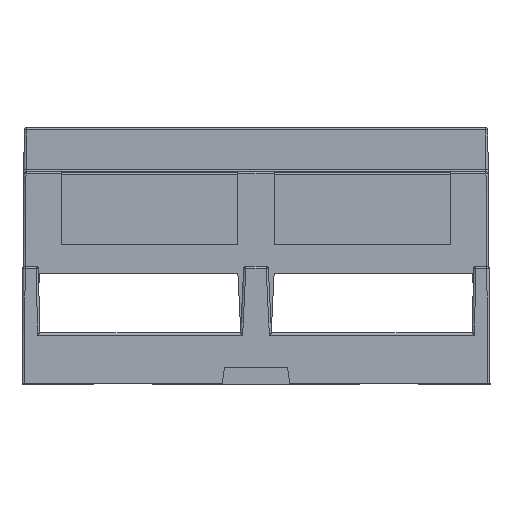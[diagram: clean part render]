
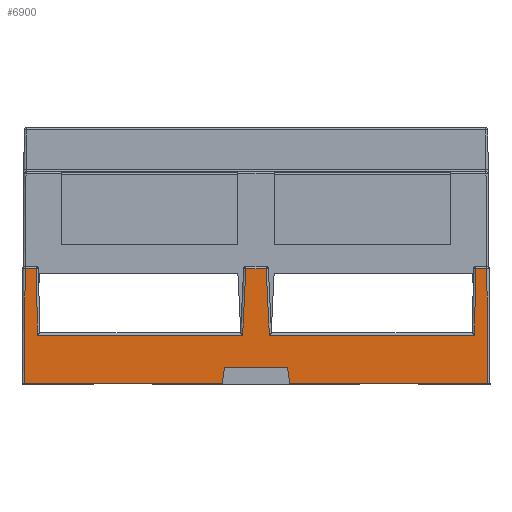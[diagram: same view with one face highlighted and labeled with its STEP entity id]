
A CAD part, top view. The second image highlights one B-rep face of the part: STEP entity #6900.
In plain terms, the highlighted planar face has unit normal (0, 0, 1).
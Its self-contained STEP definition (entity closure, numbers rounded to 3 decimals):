
#14 = CARTESIAN_POINT ( 'NONE',  ( 52.5, -29.004, 45. ) ) ;
#24 = CARTESIAN_POINT ( 'NONE',  ( -51., -3., 45. ) ) ;
#100 = CARTESIAN_POINT ( 'NONE',  ( -7.15, -25.259, 45. ) ) ;
#118 = VERTEX_POINT ( 'NONE', #1817 ) ;
#179 = VERTEX_POINT ( 'NONE', #4074 ) ;
#321 = LINE ( 'NONE', #11925, #12579 ) ;
#341 = EDGE_CURVE ( 'NONE', #3786, #7273, #6708, .T. ) ;
#525 = EDGE_CURVE ( 'NONE', #9779, #11867, #5821, .T. ) ;
#642 = LINE ( 'NONE', #12260, #8076 ) ;
#933 = CARTESIAN_POINT ( 'NONE',  ( 7.15, -25.259, 45. ) ) ;
#983 = CARTESIAN_POINT ( 'NONE',  ( -7.65, -29., 45. ) ) ;
#1218 = EDGE_CURVE ( 'NONE', #7273, #9212, #321, .T. ) ;
#1345 = LINE ( 'NONE', #14, #5829 ) ;
#1353 = LINE ( 'NONE', #24, #3963 ) ;
#1430 = LINE ( 'NONE', #100, #5201 ) ;
#1546 = CARTESIAN_POINT ( 'NONE',  ( 49.491, -18., 45. ) ) ;
#1582 = LINE ( 'NONE', #11874, #3978 ) ;
#1817 = CARTESIAN_POINT ( 'NONE',  ( -49.491, -18., 45. ) ) ;
#1869 = CARTESIAN_POINT ( 'NONE',  ( -2.295, -3., 45. ) ) ;
#2032 = EDGE_CURVE ( 'NONE', #7802, #8387, #2294, .T. ) ;
#2193 = VECTOR ( 'NONE', #9292, 1000. ) ;
#2233 = VERTEX_POINT ( 'NONE', #8150 ) ;
#2294 = LINE ( 'NONE', #983, #6737 ) ;
#2505 = CARTESIAN_POINT ( 'NONE',  ( -49.763, -3., 45. ) ) ;
#2604 = CARTESIAN_POINT ( 'NONE',  ( -52.276, -3., 45. ) ) ;
#2714 = VECTOR ( 'NONE', #3152, 1000. ) ;
#2721 = VECTOR ( 'NONE', #4011, 1000. ) ;
#3116 = VERTEX_POINT ( 'NONE', #7644 ) ;
#3139 = VECTOR ( 'NONE', #9606, 1000. ) ;
#3152 = DIRECTION ( 'NONE',  ( 0.018, 1., 0. ) ) ;
#3401 = CARTESIAN_POINT ( 'NONE',  ( 49.763, -3., 45. ) ) ;
#3786 = VERTEX_POINT ( 'NONE', #2505 ) ;
#3963 = VECTOR ( 'NONE', #11636, 1000. ) ;
#3978 = VECTOR ( 'NONE', #10551, 1000. ) ;
#4011 = DIRECTION ( 'NONE',  ( -1., 0., 0. ) ) ;
#4074 = CARTESIAN_POINT ( 'NONE',  ( 7.15, -25.259, 45. ) ) ;
#4169 = DIRECTION ( 'NONE',  ( -1., 0., 0. ) ) ;
#4178 = DIRECTION ( 'NONE',  ( 0.049, -0.999, 0. ) ) ;
#4485 = CARTESIAN_POINT ( 'NONE',  ( 49.772, -2.478, 45. ) ) ;
#4490 = ORIENTED_EDGE ( 'NONE', *, *, #341, .T. ) ;
#4515 = VERTEX_POINT ( 'NONE', #1869 ) ;
#4538 = EDGE_CURVE ( 'NONE', #11867, #8400, #1582, .T. ) ;
#4576 = LINE ( 'NONE', #10922, #3139 ) ;
#4673 = DIRECTION ( 'NONE',  ( -0.018, 1., 0. ) ) ;
#4732 = CARTESIAN_POINT ( 'NONE',  ( -7.65, -29., 45. ) ) ;
#4823 = CARTESIAN_POINT ( 'NONE',  ( 52.5, -29., 45. ) ) ;
#4860 = VECTOR ( 'NONE', #5929, 1000. ) ;
#4878 = LINE ( 'NONE', #933, #10622 ) ;
#5005 = ORIENTED_EDGE ( 'NONE', *, *, #12133, .T. ) ;
#5182 = VERTEX_POINT ( 'NONE', #7173 ) ;
#5193 = ORIENTED_EDGE ( 'NONE', *, *, #6180, .T. ) ;
#5201 = VECTOR ( 'NONE', #11716, 1000. ) ;
#5368 = CARTESIAN_POINT ( 'NONE',  ( -51., -3., 45. ) ) ;
#5516 = CARTESIAN_POINT ( 'NONE',  ( -51., -29., 45. ) ) ;
#5529 = CARTESIAN_POINT ( 'NONE',  ( 2.386, -4.861, 45. ) ) ;
#5821 = LINE ( 'NONE', #4485, #2714 ) ;
#5829 = VECTOR ( 'NONE', #11622, 1000. ) ;
#5929 = DIRECTION ( 'NONE',  ( -0.049, -0.999, 0. ) ) ;
#6022 = CARTESIAN_POINT ( 'NONE',  ( -49.772, -2.478, 45. ) ) ;
#6180 = EDGE_CURVE ( 'NONE', #4515, #5182, #8619, .T. ) ;
#6199 = ORIENTED_EDGE ( 'NONE', *, *, #2032, .F. ) ;
#6221 = ORIENTED_EDGE ( 'NONE', *, *, #9323, .F. ) ;
#6322 = ORIENTED_EDGE ( 'NONE', *, *, #8549, .F. ) ;
#6492 = EDGE_LOOP ( 'NONE', ( #6322, #6199, #7402, #8690, #6221, #8702, #8088, #7045, #9420, #7929, #8205, #5193, #5005, #8885, #4490, #6684 ) ) ;
#6540 = EDGE_CURVE ( 'NONE', #12766, #9779, #642, .T. ) ;
#6684 = ORIENTED_EDGE ( 'NONE', *, *, #1218, .T. ) ;
#6708 = LINE ( 'NONE', #5368, #2721 ) ;
#6737 = VECTOR ( 'NONE', #12596, 1000. ) ;
#6864 = LINE ( 'NONE', #5516, #7285 ) ;
#6877 = LINE ( 'NONE', #5529, #9120 ) ;
#6900 = ADVANCED_FACE ( 'NONE', ( #12583 ), #10918, .F. ) ;
#6945 = DIRECTION ( 'NONE',  ( -1., 0., 0. ) ) ;
#7045 = ORIENTED_EDGE ( 'NONE', *, *, #525, .F. ) ;
#7173 = CARTESIAN_POINT ( 'NONE',  ( -3.024, -18., 45. ) ) ;
#7273 = VERTEX_POINT ( 'NONE', #2604 ) ;
#7280 = CARTESIAN_POINT ( 'NONE',  ( -2.386, -4.861, 45. ) ) ;
#7285 = VECTOR ( 'NONE', #4169, 1000. ) ;
#7362 = LINE ( 'NONE', #6022, #9313 ) ;
#7402 = ORIENTED_EDGE ( 'NONE', *, *, #11535, .F. ) ;
#7463 = CARTESIAN_POINT ( 'NONE',  ( 3.024, -18., 45. ) ) ;
#7644 = CARTESIAN_POINT ( 'NONE',  ( 7.65, -29., 45. ) ) ;
#7802 = VERTEX_POINT ( 'NONE', #9336 ) ;
#7929 = ORIENTED_EDGE ( 'NONE', *, *, #8481, .F. ) ;
#8076 = VECTOR ( 'NONE', #10930, 1000. ) ;
#8088 = ORIENTED_EDGE ( 'NONE', *, *, #4538, .F. ) ;
#8150 = CARTESIAN_POINT ( 'NONE',  ( 2.295, -3., 45. ) ) ;
#8205 = ORIENTED_EDGE ( 'NONE', *, *, #8228, .T. ) ;
#8228 = EDGE_CURVE ( 'NONE', #2233, #4515, #1353, .T. ) ;
#8285 = DIRECTION ( 'NONE',  ( 0., 0., -1. ) ) ;
#8387 = VERTEX_POINT ( 'NONE', #4732 ) ;
#8400 = VERTEX_POINT ( 'NONE', #11779 ) ;
#8436 = CARTESIAN_POINT ( 'NONE',  ( -52.5, -29., 45. ) ) ;
#8481 = EDGE_CURVE ( 'NONE', #2233, #12766, #6877, .T. ) ;
#8549 = EDGE_CURVE ( 'NONE', #8387, #9212, #4576, .T. ) ;
#8577 = EDGE_CURVE ( 'NONE', #8400, #11232, #1345, .T. ) ;
#8619 = LINE ( 'NONE', #7280, #4860 ) ;
#8690 = ORIENTED_EDGE ( 'NONE', *, *, #9411, .F. ) ;
#8702 = ORIENTED_EDGE ( 'NONE', *, *, #8577, .F. ) ;
#8885 = ORIENTED_EDGE ( 'NONE', *, *, #11094, .T. ) ;
#9120 = VECTOR ( 'NONE', #4178, 1000. ) ;
#9212 = VERTEX_POINT ( 'NONE', #8436 ) ;
#9292 = DIRECTION ( 'NONE',  ( -1., 0., 0. ) ) ;
#9313 = VECTOR ( 'NONE', #4673, 1000. ) ;
#9323 = EDGE_CURVE ( 'NONE', #11232, #3116, #6864, .T. ) ;
#9336 = CARTESIAN_POINT ( 'NONE',  ( -7.15, -25.259, 45. ) ) ;
#9411 = EDGE_CURVE ( 'NONE', #3116, #179, #4878, .T. ) ;
#9420 = ORIENTED_EDGE ( 'NONE', *, *, #6540, .F. ) ;
#9603 = CARTESIAN_POINT ( 'NONE',  ( -51., -2.5, 45. ) ) ;
#9606 = DIRECTION ( 'NONE',  ( -1., 0., 0. ) ) ;
#9779 = VERTEX_POINT ( 'NONE', #1546 ) ;
#10551 = DIRECTION ( 'NONE',  ( 1., 0., 0. ) ) ;
#10595 = DIRECTION ( 'NONE',  ( -0.009, -1., 0. ) ) ;
#10601 = CARTESIAN_POINT ( 'NONE',  ( -51., -18., 45. ) ) ;
#10622 = VECTOR ( 'NONE', #12548, 1000. ) ;
#10918 = PLANE ( 'NONE',  #12913 ) ;
#10922 = CARTESIAN_POINT ( 'NONE',  ( -51., -29., 45. ) ) ;
#10930 = DIRECTION ( 'NONE',  ( 1., 0., 0. ) ) ;
#11094 = EDGE_CURVE ( 'NONE', #118, #3786, #7362, .T. ) ;
#11232 = VERTEX_POINT ( 'NONE', #4823 ) ;
#11535 = EDGE_CURVE ( 'NONE', #179, #7802, #1430, .T. ) ;
#11622 = DIRECTION ( 'NONE',  ( 0.009, -1., 0. ) ) ;
#11636 = DIRECTION ( 'NONE',  ( -1., 0., 0. ) ) ;
#11716 = DIRECTION ( 'NONE',  ( -1., 0., 0. ) ) ;
#11779 = CARTESIAN_POINT ( 'NONE',  ( 52.276, -3., 45. ) ) ;
#11867 = VERTEX_POINT ( 'NONE', #3401 ) ;
#11874 = CARTESIAN_POINT ( 'NONE',  ( 51., -3., 45. ) ) ;
#11925 = CARTESIAN_POINT ( 'NONE',  ( -52.5, -29.004, 45. ) ) ;
#11931 = LINE ( 'NONE', #10601, #2193 ) ;
#12133 = EDGE_CURVE ( 'NONE', #5182, #118, #11931, .T. ) ;
#12260 = CARTESIAN_POINT ( 'NONE',  ( 51., -18., 45. ) ) ;
#12548 = DIRECTION ( 'NONE',  ( -0.132, 0.991, 0. ) ) ;
#12579 = VECTOR ( 'NONE', #10595, 1000. ) ;
#12583 = FACE_OUTER_BOUND ( 'NONE', #6492, .T. ) ;
#12596 = DIRECTION ( 'NONE',  ( -0.132, -0.991, 0. ) ) ;
#12766 = VERTEX_POINT ( 'NONE', #7463 ) ;
#12913 = AXIS2_PLACEMENT_3D ( 'NONE', #9603, #8285, #6945 ) ;
